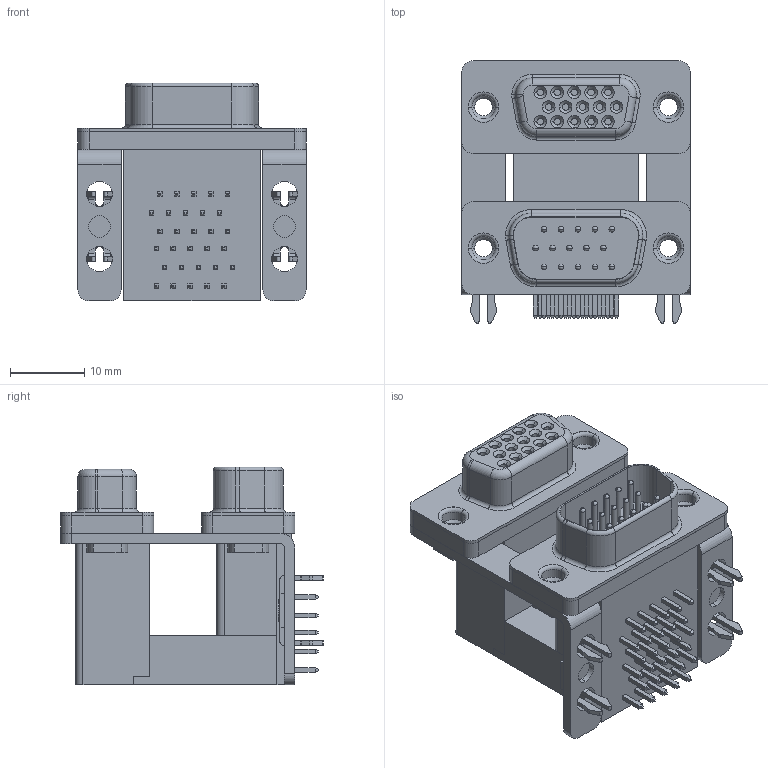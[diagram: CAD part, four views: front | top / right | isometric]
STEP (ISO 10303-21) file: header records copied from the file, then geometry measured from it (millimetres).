
FILE_DESCRIPTION (( 'STEP AP214' ), '1' );
FILE_NAME ('K42X-E15S-P-A4N_rA3.STEP', '2013-12-06T20:47:49', ( '' ), ( '' ), 'SwSTEP 2.0', 'SolidWorks 2012', '' );
FILE_SCHEMA (( 'AUTOMOTIVE_DESIGN' ));
Length unit declared in the file: millimetre
Products named in the file (1): K42X-E15S-P-A4N_rA3
Bounding box: 30.81 x 35.45 x 29.44 mm (x, y, z)
Volume: 11860.6 mm3; surface area: 7396.8 mm2
Topology: 1 solids, 1 shells, 781 faces, 1919 edges, 1185 vertices
Faces by surface type: plane 452, cylinder 225, cone 46, sphere 30, torus 28
Entity records: 24414 total; most frequent: DIRECTION 3977, CARTESIAN_POINT 3796, ORIENTED_EDGE 3718, EDGE_CURVE 1859, AXIS2_PLACEMENT_3D 1336, LINE 1305, VECTOR 1305, VERTEX_POINT 1155
